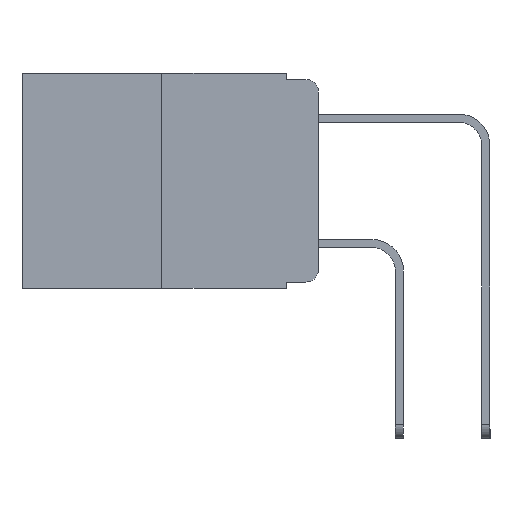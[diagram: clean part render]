
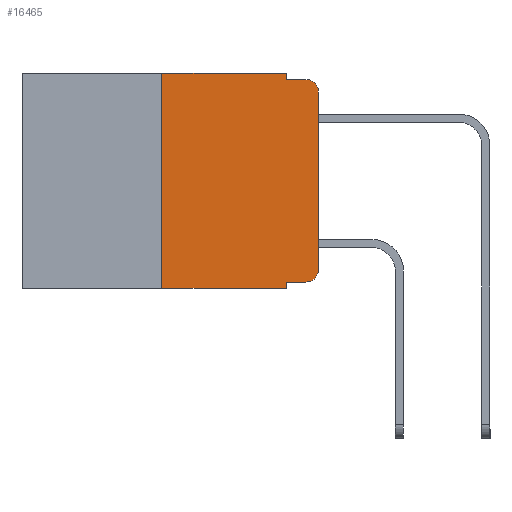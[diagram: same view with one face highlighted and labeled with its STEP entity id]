
A CAD part, left-side view. The second image highlights one B-rep face of the part: STEP entity #16465.
In plain terms, the highlighted planar face has unit normal (-1, 0, 0).
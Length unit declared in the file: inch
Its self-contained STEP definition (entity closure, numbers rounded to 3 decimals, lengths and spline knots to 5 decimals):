
#19 = DIRECTION ( 'NONE',  ( -1., 0., 0. ) ) ;
#927 = CARTESIAN_POINT ( 'NONE',  ( 0., 0.25, -0.343 ) ) ;
#1083 = EDGE_CURVE ( 'NONE', #20820, #5307, #19141, .T. ) ;
#1134 = CARTESIAN_POINT ( 'NONE',  ( 0., 0.02, -0.03 ) ) ;
#1450 = DIRECTION ( 'NONE',  ( 0., -1., 0. ) ) ;
#2396 = FACE_OUTER_BOUND ( 'NONE', #8877, .T. ) ;
#3135 = CARTESIAN_POINT ( 'NONE',  ( 0., 0.051, 0. ) ) ;
#3480 = EDGE_CURVE ( 'NONE', #3701, #20820, #15991, .T. ) ;
#3701 = VERTEX_POINT ( 'NONE', #4742 ) ;
#3874 = CARTESIAN_POINT ( 'NONE',  ( 0., 0., 0. ) ) ;
#4290 = ORIENTED_EDGE ( 'NONE', *, *, #1083, .T. ) ;
#4342 = LINE ( 'NONE', #20131, #17390 ) ;
#4742 = CARTESIAN_POINT ( 'NONE',  ( 0., 0., -0.313 ) ) ;
#4990 = DIRECTION ( 'NONE',  ( 0., -1., 0. ) ) ;
#5111 = ORIENTED_EDGE ( 'NONE', *, *, #21955, .F. ) ;
#5307 = VERTEX_POINT ( 'NONE', #6539 ) ;
#5387 = CARTESIAN_POINT ( 'NONE',  ( 0., 0.25, 0. ) ) ;
#5390 = AXIS2_PLACEMENT_3D ( 'NONE', #6801, #18726, #8556 ) ;
#5625 = LINE ( 'NONE', #19822, #6137 ) ;
#6088 = VECTOR ( 'NONE', #4990, 39.37008 ) ;
#6137 = VECTOR ( 'NONE', #9725, 39.37008 ) ;
#6480 = CARTESIAN_POINT ( 'NONE',  ( 0., 0., -0.03 ) ) ;
#6539 = CARTESIAN_POINT ( 'NONE',  ( 0., 0.02, -0.01 ) ) ;
#6601 = AXIS2_PLACEMENT_3D ( 'NONE', #1134, #19, #20670 ) ;
#6801 = CARTESIAN_POINT ( 'NONE',  ( 0., 0.02, -0.313 ) ) ;
#6881 = VECTOR ( 'NONE', #9664, 39.37008 ) ;
#6975 = CARTESIAN_POINT ( 'NONE',  ( 0., 0.473, 0. ) ) ;
#7411 = VECTOR ( 'NONE', #7514, 39.37008 ) ;
#7514 = DIRECTION ( 'NONE',  ( 0., 0., -1. ) ) ;
#7590 = CARTESIAN_POINT ( 'NONE',  ( 0., 0.473, 0. ) ) ;
#7618 = VECTOR ( 'NONE', #15595, 39.37008 ) ;
#7662 = AXIS2_PLACEMENT_3D ( 'NONE', #7590, #19506, #9368 ) ;
#8556 = DIRECTION ( 'NONE',  ( 0., 0., -1. ) ) ;
#8877 = EDGE_LOOP ( 'NONE', ( #21191, #4290, #5111, #14712, #14440, #15784, #16335, #17406, #15531, #18157 ) ) ;
#9210 = PLANE ( 'NONE',  #7662 ) ;
#9290 = CARTESIAN_POINT ( 'NONE',  ( 0., 0.051, 0. ) ) ;
#9368 = DIRECTION ( 'NONE',  ( 0., 0., -1. ) ) ;
#9476 = VERTEX_POINT ( 'NONE', #9493 ) ;
#9493 = CARTESIAN_POINT ( 'NONE',  ( 0., 0.02, -0.333 ) ) ;
#9664 = DIRECTION ( 'NONE',  ( 0., 0., 1. ) ) ;
#9725 = DIRECTION ( 'NONE',  ( 0., -1., 0. ) ) ;
#10222 = LINE ( 'NONE', #6975, #14741 ) ;
#10688 = LINE ( 'NONE', #13484, #6088 ) ;
#10935 = CARTESIAN_POINT ( 'NONE',  ( 0., 0.051, -0.01 ) ) ;
#11371 = VERTEX_POINT ( 'NONE', #10935 ) ;
#11575 = CARTESIAN_POINT ( 'NONE',  ( 0., 0.051, -0.333 ) ) ;
#11773 = DIRECTION ( 'NONE',  ( 0., 0., -1. ) ) ;
#11878 = EDGE_CURVE ( 'NONE', #9476, #3701, #13078, .T. ) ;
#12095 = DIRECTION ( 'NONE',  ( 0., -1., 0. ) ) ;
#12216 = LINE ( 'NONE', #5387, #7618 ) ;
#12854 = VERTEX_POINT ( 'NONE', #17875 ) ;
#13078 = CIRCLE ( 'NONE', #5390, 0.02 ) ;
#13411 = CARTESIAN_POINT ( 'NONE',  ( 0., 0.051, 0. ) ) ;
#13484 = CARTESIAN_POINT ( 'NONE',  ( 0., 0.473, -0.343 ) ) ;
#13815 = VERTEX_POINT ( 'NONE', #19240 ) ;
#14440 = ORIENTED_EDGE ( 'NONE', *, *, #15462, .F. ) ;
#14497 = VECTOR ( 'NONE', #11773, 39.37008 ) ;
#14712 = ORIENTED_EDGE ( 'NONE', *, *, #20863, .F. ) ;
#14741 = VECTOR ( 'NONE', #12095, 39.37008 ) ;
#15306 = EDGE_CURVE ( 'NONE', #17955, #9476, #4342, .T. ) ;
#15462 = EDGE_CURVE ( 'NONE', #12854, #18615, #10222, .T. ) ;
#15531 = ORIENTED_EDGE ( 'NONE', *, *, #15306, .T. ) ;
#15595 = DIRECTION ( 'NONE',  ( 0., 0., 1. ) ) ;
#15784 = ORIENTED_EDGE ( 'NONE', *, *, #17556, .F. ) ;
#15991 = LINE ( 'NONE', #3874, #6881 ) ;
#16335 = ORIENTED_EDGE ( 'NONE', *, *, #16732, .T. ) ;
#16441 = EDGE_CURVE ( 'NONE', #17955, #13815, #16555, .T. ) ;
#16465 = ADVANCED_FACE ( 'NONE', ( #2396 ), #9210, .F. ) ;
#16547 = VERTEX_POINT ( 'NONE', #927 ) ;
#16555 = LINE ( 'NONE', #9290, #7411 ) ;
#16732 = EDGE_CURVE ( 'NONE', #16547, #13815, #10688, .T. ) ;
#17390 = VECTOR ( 'NONE', #1450, 39.37008 ) ;
#17406 = ORIENTED_EDGE ( 'NONE', *, *, #16441, .F. ) ;
#17556 = EDGE_CURVE ( 'NONE', #16547, #12854, #12216, .T. ) ;
#17875 = CARTESIAN_POINT ( 'NONE',  ( 0., 0.25, 0. ) ) ;
#17955 = VERTEX_POINT ( 'NONE', #11575 ) ;
#18157 = ORIENTED_EDGE ( 'NONE', *, *, #11878, .T. ) ;
#18615 = VERTEX_POINT ( 'NONE', #3135 ) ;
#18726 = DIRECTION ( 'NONE',  ( -1., 0., 0. ) ) ;
#19141 = CIRCLE ( 'NONE', #6601, 0.02 ) ;
#19240 = CARTESIAN_POINT ( 'NONE',  ( 0., 0.051, -0.343 ) ) ;
#19506 = DIRECTION ( 'NONE',  ( 1., 0., 0. ) ) ;
#19822 = CARTESIAN_POINT ( 'NONE',  ( 0., 0.051, -0.01 ) ) ;
#20015 = LINE ( 'NONE', #13411, #14497 ) ;
#20131 = CARTESIAN_POINT ( 'NONE',  ( 0., 0.051, -0.333 ) ) ;
#20670 = DIRECTION ( 'NONE',  ( 0., 0., -1. ) ) ;
#20820 = VERTEX_POINT ( 'NONE', #6480 ) ;
#20863 = EDGE_CURVE ( 'NONE', #18615, #11371, #20015, .T. ) ;
#21191 = ORIENTED_EDGE ( 'NONE', *, *, #3480, .T. ) ;
#21955 = EDGE_CURVE ( 'NONE', #11371, #5307, #5625, .T. ) ;
